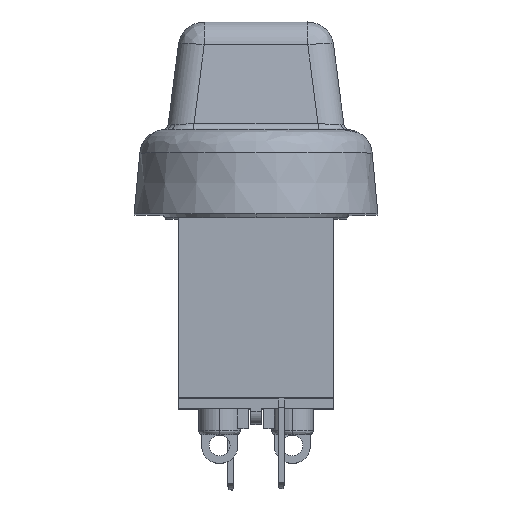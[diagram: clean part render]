
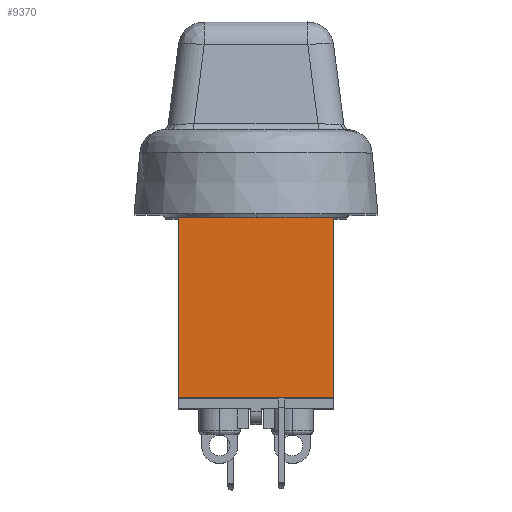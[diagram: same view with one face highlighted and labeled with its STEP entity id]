
A CAD part, top view. The second image highlights one B-rep face of the part: STEP entity #9370.
In plain terms, the highlighted planar face has unit normal (0, 0, 1).
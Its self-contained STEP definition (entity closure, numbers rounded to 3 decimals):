
#578 = EDGE_LOOP ( 'NONE', ( #1482, #1484, #1483, #1486 ) ) ;
#1482 = ORIENTED_EDGE ( 'NONE', *, *, #9599, .T. ) ;
#1483 = ORIENTED_EDGE ( 'NONE', *, *, #9596, .F. ) ;
#1484 = ORIENTED_EDGE ( 'NONE', *, *, #9598, .F. ) ;
#1486 = ORIENTED_EDGE ( 'NONE', *, *, #8344, .F. ) ;
#8344 = EDGE_CURVE ( 'NONE', #10057, #10056, #11173, .T. ) ;
#9370 = ADVANCED_FACE ( 'NONE', ( #14586 ), #14973, .F. ) ;
#9596 = EDGE_CURVE ( 'NONE', #10056, #10050, #15934, .T. ) ;
#9598 = EDGE_CURVE ( 'NONE', #10050, #10049, #15940, .T. ) ;
#9599 = EDGE_CURVE ( 'NONE', #10057, #10049, #15943, .T. ) ;
#10049 = VERTEX_POINT ( 'NONE', #16343 ) ;
#10050 = VERTEX_POINT ( 'NONE', #16344 ) ;
#10056 = VERTEX_POINT ( 'NONE', #16350 ) ;
#10057 = VERTEX_POINT ( 'NONE', #16351 ) ;
#10425 = VECTOR ( 'NONE', #11175, 1000. ) ;
#11173 = LINE ( 'NONE', #11174, #10425 ) ;
#11174 = CARTESIAN_POINT ( 'NONE',  ( -6., -6.85, 34.5 ) ) ;
#11175 = DIRECTION ( 'NONE',  ( 0., 1., 0. ) ) ;
#14586 = FACE_OUTER_BOUND ( 'NONE', #578, .T. ) ;
#14587 = AXIS2_PLACEMENT_3D ( 'NONE', #14974, #14975, #14976 ) ;
#14909 = VECTOR ( 'NONE', #15936, 1000. ) ;
#14911 = VECTOR ( 'NONE', #15942, 1000. ) ;
#14912 = VECTOR ( 'NONE', #15945, 1000. ) ;
#14973 = PLANE ( 'NONE',  #14587 ) ;
#14974 = CARTESIAN_POINT ( 'NONE',  ( 6., -14.2, 34.5 ) ) ;
#14975 = DIRECTION ( 'NONE',  ( 0., 0., -1. ) ) ;
#14976 = DIRECTION ( 'NONE',  ( -1., 0., 0. ) ) ;
#15934 = LINE ( 'NONE', #15935, #14909 ) ;
#15935 = CARTESIAN_POINT ( 'NONE',  ( 0., 0.5, 34.5 ) ) ;
#15936 = DIRECTION ( 'NONE',  ( 1., 0., 0. ) ) ;
#15940 = LINE ( 'NONE', #15941, #14911 ) ;
#15941 = CARTESIAN_POINT ( 'NONE',  ( 6., -7.25, 34.5 ) ) ;
#15942 = DIRECTION ( 'NONE',  ( 0., -1., 0. ) ) ;
#15943 = LINE ( 'NONE', #15944, #14912 ) ;
#15944 = CARTESIAN_POINT ( 'NONE',  ( 0., -14.2, 34.5 ) ) ;
#15945 = DIRECTION ( 'NONE',  ( 1., 0., 0. ) ) ;
#16343 = CARTESIAN_POINT ( 'NONE',  ( 6., -14.2, 34.5 ) ) ;
#16344 = CARTESIAN_POINT ( 'NONE',  ( 6., 0.5, 34.5 ) ) ;
#16350 = CARTESIAN_POINT ( 'NONE',  ( -6., 0.5, 34.5 ) ) ;
#16351 = CARTESIAN_POINT ( 'NONE',  ( -6., -14.2, 34.5 ) ) ;
